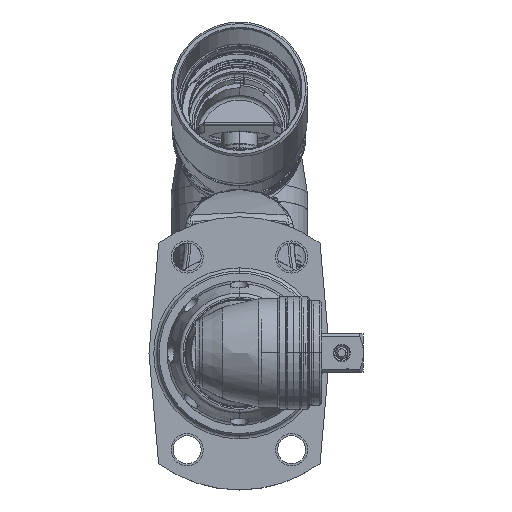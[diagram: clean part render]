
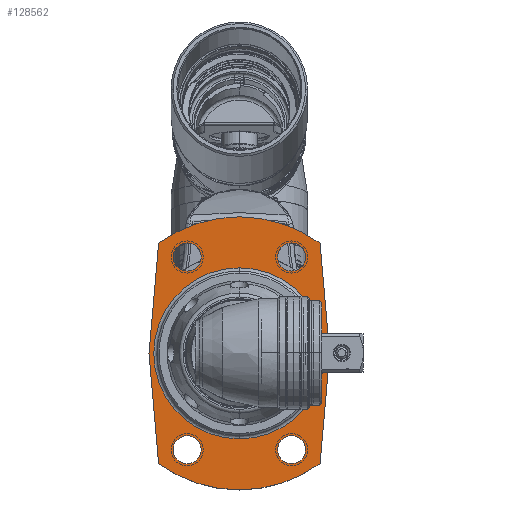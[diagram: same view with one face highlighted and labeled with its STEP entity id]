
A CAD part, top view. The second image highlights one B-rep face of the part: STEP entity #128562.
In plain terms, the highlighted planar face has unit normal (0, 0, 1).
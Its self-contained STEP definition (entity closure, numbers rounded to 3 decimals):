
#121661=CARTESIAN_POINT('',(0.,0.,0.));
#121662=DIRECTION('',(0.,0.,1.));
#121663=DIRECTION('',(-0.591,-0.807,0.));
#121664=AXIS2_PLACEMENT_3D('',#121661,#121662,#121663);
#121676=CARTESIAN_POINT('',(0.,0.,0.));
#121677=DIRECTION('',(0.,0.,1.));
#121678=DIRECTION('',(0.591,0.807,0.));
#121679=AXIS2_PLACEMENT_3D('',#121676,#121677,#121678);
#121713=DIRECTION('',(-0.087,-0.996,0.));
#121714=VECTOR('',#121713,27.527);
#121715=CARTESIAN_POINT('',(22.5,0.,0.));
#121716=LINE('',#121715,#121714);
#121720=DIRECTION('',(-0.087,0.996,0.));
#121721=VECTOR('',#121720,27.527);
#121722=CARTESIAN_POINT('',(-20.101,-27.422,0.));
#121723=LINE('',#121722,#121721);
#121727=DIRECTION('',(0.087,0.996,0.));
#121728=VECTOR('',#121727,27.527);
#121729=CARTESIAN_POINT('',(-22.5,0.,0.));
#121730=LINE('',#121729,#121728);
#121734=DIRECTION('',(0.087,-0.996,0.));
#121735=VECTOR('',#121734,27.527);
#121736=CARTESIAN_POINT('',(20.101,27.422,0.));
#121737=LINE('',#121736,#121735);
#121741=CARTESIAN_POINT('',(-13.,24.,0.));
#121742=DIRECTION('',(0.,0.,1.));
#121743=DIRECTION('',(-1.,0.,0.));
#121744=AXIS2_PLACEMENT_3D('',#121741,#121742,#121743);
#121749=CARTESIAN_POINT('',(-13.,24.,0.));
#121750=DIRECTION('',(0.,0.,1.));
#121751=DIRECTION('',(1.,0.,0.));
#121752=AXIS2_PLACEMENT_3D('',#121749,#121750,#121751);
#121757=CARTESIAN_POINT('',(-13.,-24.,0.));
#121758=DIRECTION('',(0.,0.,1.));
#121759=DIRECTION('',(-1.,0.,0.));
#121760=AXIS2_PLACEMENT_3D('',#121757,#121758,#121759);
#121765=CARTESIAN_POINT('',(-13.,-24.,0.));
#121766=DIRECTION('',(0.,0.,1.));
#121767=DIRECTION('',(1.,0.,0.));
#121768=AXIS2_PLACEMENT_3D('',#121765,#121766,#121767);
#121773=CARTESIAN_POINT('',(13.,24.,0.));
#121774=DIRECTION('',(0.,0.,1.));
#121775=DIRECTION('',(-1.,0.,0.));
#121776=AXIS2_PLACEMENT_3D('',#121773,#121774,#121775);
#121781=CARTESIAN_POINT('',(13.,24.,0.));
#121782=DIRECTION('',(0.,0.,1.));
#121783=DIRECTION('',(1.,0.,0.));
#121784=AXIS2_PLACEMENT_3D('',#121781,#121782,#121783);
#121789=CARTESIAN_POINT('',(13.,-24.,0.));
#121790=DIRECTION('',(0.,0.,1.));
#121791=DIRECTION('',(-1.,0.,0.));
#121792=AXIS2_PLACEMENT_3D('',#121789,#121790,#121791);
#121797=CARTESIAN_POINT('',(13.,-24.,0.));
#121798=DIRECTION('',(0.,0.,1.));
#121799=DIRECTION('',(1.,0.,0.));
#121800=AXIS2_PLACEMENT_3D('',#121797,#121798,#121799);
#121805=CARTESIAN_POINT('',(0.,0.,0.));
#121806=DIRECTION('',(0.,0.,-1.));
#121807=DIRECTION('',(0.,-1.,0.));
#121808=AXIS2_PLACEMENT_3D('',#121805,#121806,#121807);
#121813=CARTESIAN_POINT('',(0.,0.,0.));
#121814=DIRECTION('',(0.,0.,-1.));
#121815=DIRECTION('',(0.,1.,0.));
#121816=AXIS2_PLACEMENT_3D('',#121813,#121814,#121815);
#127045=CARTESIAN_POINT('',(20.101,-27.422,0.));
#127046=VERTEX_POINT('',#127045);
#127047=CARTESIAN_POINT('',(20.101,27.422,0.));
#127048=VERTEX_POINT('',#127047);
#127049=CARTESIAN_POINT('',(22.5,0.,0.));
#127050=VERTEX_POINT('',#127049);
#127051=CARTESIAN_POINT('',(-22.5,0.,0.));
#127052=CARTESIAN_POINT('',(-20.101,27.422,0.));
#127053=VERTEX_POINT('',#127051);
#127054=VERTEX_POINT('',#127052);
#127055=CARTESIAN_POINT('',(-20.101,-27.422,0.));
#127056=VERTEX_POINT('',#127055);
#127913=CARTESIAN_POINT('',(-16.5,24.,0.));
#127914=VERTEX_POINT('',#127913);
#127915=CARTESIAN_POINT('',(-9.5,24.,0.));
#127916=VERTEX_POINT('',#127915);
#127921=CARTESIAN_POINT('',(-16.5,-24.,0.));
#127922=VERTEX_POINT('',#127921);
#127923=CARTESIAN_POINT('',(-9.5,-24.,0.));
#127924=VERTEX_POINT('',#127923);
#127929=CARTESIAN_POINT('',(9.5,24.,0.));
#127930=VERTEX_POINT('',#127929);
#127931=CARTESIAN_POINT('',(16.5,24.,0.));
#127932=VERTEX_POINT('',#127931);
#127937=CARTESIAN_POINT('',(9.5,-24.,0.));
#127938=VERTEX_POINT('',#127937);
#127939=CARTESIAN_POINT('',(16.5,-24.,0.));
#127940=VERTEX_POINT('',#127939);
#128045=CARTESIAN_POINT('',(0.,-21.3,0.));
#128046=CARTESIAN_POINT('',(0.,21.3,0.));
#128047=VERTEX_POINT('',#128045);
#128048=VERTEX_POINT('',#128046);
#128518=CARTESIAN_POINT('',(0.,0.,0.));
#128519=DIRECTION('',(0.,0.,-1.));
#128520=DIRECTION('',(0.,-1.,0.));
#128521=AXIS2_PLACEMENT_3D('',#128518,#128519,#128520);
#128522=PLANE('',#128521);
#128523=ORIENTED_EDGE('',*,*,#128455,.T.);
#128524=ORIENTED_EDGE('',*,*,#128470,.F.);
#128525=ORIENTED_EDGE('',*,*,#128499,.T.);
#128526=ORIENTED_EDGE('',*,*,#128512,.T.);
#128527=ORIENTED_EDGE('',*,*,#128481,.F.);
#128529=ORIENTED_EDGE('',*,*,#128528,.T.);
#128530=EDGE_LOOP('',(#128523,#128524,#128525,#128526,#128527,#128529));
#128531=FACE_OUTER_BOUND('',#128530,.F.);
#128533=ORIENTED_EDGE('',*,*,#128532,.T.);
#128535=ORIENTED_EDGE('',*,*,#128534,.T.);
#128536=EDGE_LOOP('',(#128533,#128535));
#128537=FACE_BOUND('',#128536,.F.);
#128539=ORIENTED_EDGE('',*,*,#128538,.T.);
#128541=ORIENTED_EDGE('',*,*,#128540,.T.);
#128542=EDGE_LOOP('',(#128539,#128541));
#128543=FACE_BOUND('',#128542,.F.);
#128545=ORIENTED_EDGE('',*,*,#128544,.T.);
#128547=ORIENTED_EDGE('',*,*,#128546,.T.);
#128548=EDGE_LOOP('',(#128545,#128547));
#128549=FACE_BOUND('',#128548,.F.);
#128551=ORIENTED_EDGE('',*,*,#128550,.T.);
#128553=ORIENTED_EDGE('',*,*,#128552,.T.);
#128554=EDGE_LOOP('',(#128551,#128553));
#128555=FACE_BOUND('',#128554,.F.);
#128557=ORIENTED_EDGE('',*,*,#128556,.F.);
#128559=ORIENTED_EDGE('',*,*,#128558,.F.);
#128560=EDGE_LOOP('',(#128557,#128559));
#128561=FACE_BOUND('',#128560,.F.);
#128562=ADVANCED_FACE('',(#128531,#128537,#128543,#128549,#128555,#128561),
#128522,.F.);
#121665=CIRCLE('',#121664,34.);
#121680=CIRCLE('',#121679,34.);
#121745=CIRCLE('',#121744,3.5);
#121753=CIRCLE('',#121752,3.5);
#121761=CIRCLE('',#121760,3.5);
#121769=CIRCLE('',#121768,3.5);
#121777=CIRCLE('',#121776,3.5);
#121785=CIRCLE('',#121784,3.5);
#121793=CIRCLE('',#121792,3.5);
#121801=CIRCLE('',#121800,3.5);
#121809=CIRCLE('',#121808,21.3);
#121817=CIRCLE('',#121816,21.3);
#128455=EDGE_CURVE('',#127050,#127046,#121716,.T.);
#128470=EDGE_CURVE('',#127056,#127046,#121665,.T.);
#128481=EDGE_CURVE('',#127048,#127054,#121680,.T.);
#128499=EDGE_CURVE('',#127056,#127053,#121723,.T.);
#128512=EDGE_CURVE('',#127053,#127054,#121730,.T.);
#128528=EDGE_CURVE('',#127048,#127050,#121737,.T.);
#128532=EDGE_CURVE('',#127914,#127916,#121745,.T.);
#128534=EDGE_CURVE('',#127916,#127914,#121753,.T.);
#128538=EDGE_CURVE('',#127922,#127924,#121761,.T.);
#128540=EDGE_CURVE('',#127924,#127922,#121769,.T.);
#128544=EDGE_CURVE('',#127930,#127932,#121777,.T.);
#128546=EDGE_CURVE('',#127932,#127930,#121785,.T.);
#128550=EDGE_CURVE('',#127938,#127940,#121793,.T.);
#128552=EDGE_CURVE('',#127940,#127938,#121801,.T.);
#128556=EDGE_CURVE('',#128047,#128048,#121809,.T.);
#128558=EDGE_CURVE('',#128048,#128047,#121817,.T.);
